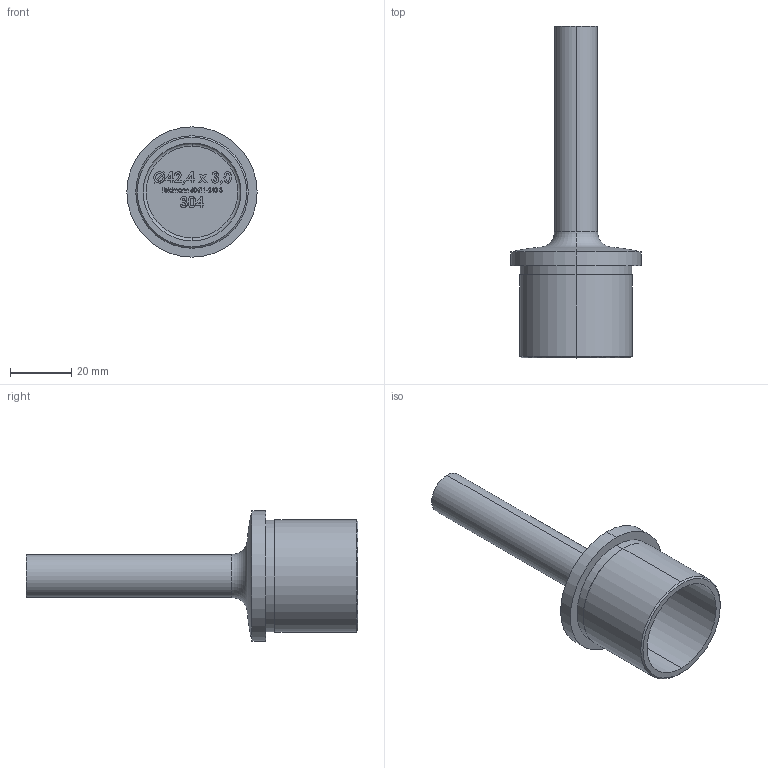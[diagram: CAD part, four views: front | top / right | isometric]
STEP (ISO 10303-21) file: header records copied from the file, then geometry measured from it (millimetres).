
FILE_DESCRIPTION (( 'STEP AP203' ), '1' );
FILE_NAME ('60411-240-3.STEP', '2019-09-12T08:27:46', ( '' ), ( '' ), 'SwSTEP 2.0', 'SolidWorks 2015', '' );
FILE_SCHEMA (( 'CONFIG_CONTROL_DESIGN' ));
Length unit declared in the file: millimetre
Products named in the file (1): 60411-240-3
Bounding box: 42.4 x 108 x 42.4 mm (x, y, z)
Volume: 25237.7 mm3; surface area: 13159 mm2
Topology: 1 solids, 1 shells, 423 faces, 1106 edges, 734 vertices
Faces by surface type: plane 246, bspline 159, cylinder 10, torus 6, cone 2
Entity records: 21631 total; most frequent: CARTESIAN_POINT 12199, ORIENTED_EDGE 2212, DIRECTION 1350, EDGE_CURVE 1106, LINE 756, VECTOR 756, VERTEX_POINT 734, EDGE_LOOP 472
